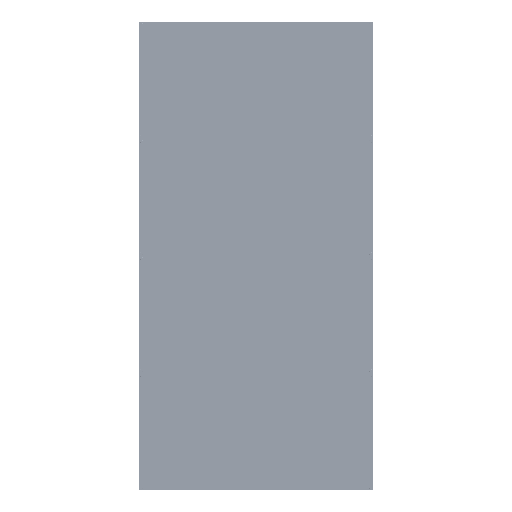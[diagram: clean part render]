
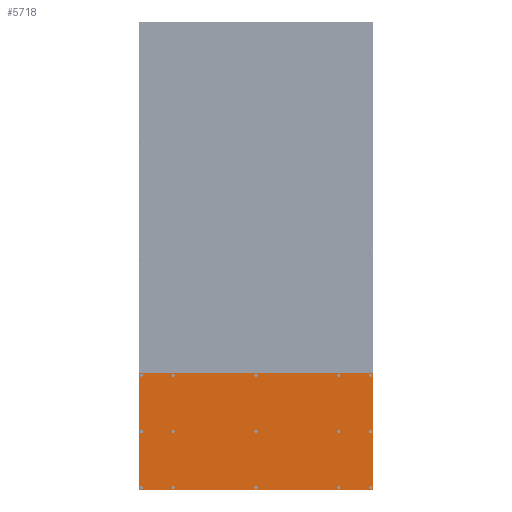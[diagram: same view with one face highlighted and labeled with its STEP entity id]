
A CAD part, top view. The second image highlights one B-rep face of the part: STEP entity #5718.
In plain terms, the highlighted face is planar.
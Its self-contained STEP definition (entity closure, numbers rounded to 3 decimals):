
#1049=LINE('',#8914,#1313);
#1052=LINE('',#8920,#1316);
#1055=LINE('',#8926,#1319);
#1058=LINE('',#8930,#1322);
#1313=VECTOR('',#7107,10.);
#1316=VECTOR('',#7112,10.);
#1319=VECTOR('',#7117,10.);
#1322=VECTOR('',#7122,10.);
#1743=FACE_BOUND('',#2285,.T.);
#1744=FACE_BOUND('',#2286,.T.);
#1745=FACE_BOUND('',#2287,.T.);
#1746=FACE_BOUND('',#2288,.T.);
#1747=FACE_BOUND('',#2289,.T.);
#1748=FACE_BOUND('',#2290,.T.);
#1749=FACE_BOUND('',#2291,.T.);
#1750=FACE_BOUND('',#2292,.T.);
#1751=FACE_BOUND('',#2293,.T.);
#1752=FACE_BOUND('',#2294,.T.);
#1753=FACE_BOUND('',#2295,.T.);
#1754=FACE_BOUND('',#2296,.T.);
#1755=FACE_BOUND('',#2297,.T.);
#1756=FACE_BOUND('',#2298,.T.);
#1757=FACE_BOUND('',#2299,.T.);
#1961=FACE_OUTER_BOUND('',#2284,.T.);
#2284=EDGE_LOOP('',(#4334,#4335,#4336,#4337));
#2285=EDGE_LOOP('',(#4338));
#2286=EDGE_LOOP('',(#4339));
#2287=EDGE_LOOP('',(#4340));
#2288=EDGE_LOOP('',(#4341));
#2289=EDGE_LOOP('',(#4342));
#2290=EDGE_LOOP('',(#4343));
#2291=EDGE_LOOP('',(#4344));
#2292=EDGE_LOOP('',(#4345));
#2293=EDGE_LOOP('',(#4346));
#2294=EDGE_LOOP('',(#4347));
#2295=EDGE_LOOP('',(#4348));
#2296=EDGE_LOOP('',(#4349));
#2297=EDGE_LOOP('',(#4350));
#2298=EDGE_LOOP('',(#4351));
#2299=EDGE_LOOP('',(#4352));
#2714=CIRCLE('',#6070,9.5);
#2717=CIRCLE('',#6075,9.5);
#2720=CIRCLE('',#6080,9.5);
#2723=CIRCLE('',#6085,9.5);
#2726=CIRCLE('',#6090,9.5);
#2729=CIRCLE('',#6095,9.5);
#2732=CIRCLE('',#6100,9.5);
#2735=CIRCLE('',#6105,9.5);
#2738=CIRCLE('',#6110,9.5);
#2741=CIRCLE('',#6115,9.5);
#2744=CIRCLE('',#6120,9.5);
#2747=CIRCLE('',#6125,9.5);
#2750=CIRCLE('',#6130,9.5);
#2753=CIRCLE('',#6135,9.5);
#2756=CIRCLE('',#6140,9.5);
#3008=VERTEX_POINT('',#8718);
#3011=VERTEX_POINT('',#8727);
#3014=VERTEX_POINT('',#8736);
#3017=VERTEX_POINT('',#8745);
#3020=VERTEX_POINT('',#8754);
#3023=VERTEX_POINT('',#8763);
#3026=VERTEX_POINT('',#8772);
#3029=VERTEX_POINT('',#8781);
#3032=VERTEX_POINT('',#8790);
#3035=VERTEX_POINT('',#8799);
#3038=VERTEX_POINT('',#8808);
#3041=VERTEX_POINT('',#8817);
#3044=VERTEX_POINT('',#8826);
#3047=VERTEX_POINT('',#8835);
#3050=VERTEX_POINT('',#8844);
#3068=VERTEX_POINT('',#8911);
#3069=VERTEX_POINT('',#8913);
#3071=VERTEX_POINT('',#8919);
#3073=VERTEX_POINT('',#8925);
#3473=EDGE_CURVE('',#3008,#3008,#2714,.T.);
#3477=EDGE_CURVE('',#3011,#3011,#2717,.T.);
#3481=EDGE_CURVE('',#3014,#3014,#2720,.T.);
#3485=EDGE_CURVE('',#3017,#3017,#2723,.T.);
#3489=EDGE_CURVE('',#3020,#3020,#2726,.T.);
#3493=EDGE_CURVE('',#3023,#3023,#2729,.T.);
#3497=EDGE_CURVE('',#3026,#3026,#2732,.T.);
#3501=EDGE_CURVE('',#3029,#3029,#2735,.T.);
#3505=EDGE_CURVE('',#3032,#3032,#2738,.T.);
#3509=EDGE_CURVE('',#3035,#3035,#2741,.T.);
#3513=EDGE_CURVE('',#3038,#3038,#2744,.T.);
#3517=EDGE_CURVE('',#3041,#3041,#2747,.T.);
#3521=EDGE_CURVE('',#3044,#3044,#2750,.T.);
#3525=EDGE_CURVE('',#3047,#3047,#2753,.T.);
#3529=EDGE_CURVE('',#3050,#3050,#2756,.T.);
#3563=EDGE_CURVE('',#3069,#3068,#1049,.T.);
#3566=EDGE_CURVE('',#3071,#3069,#1052,.T.);
#3569=EDGE_CURVE('',#3073,#3071,#1055,.T.);
#3572=EDGE_CURVE('',#3068,#3073,#1058,.T.);
#4334=ORIENTED_EDGE('',*,*,#3572,.T.);
#4335=ORIENTED_EDGE('',*,*,#3569,.T.);
#4336=ORIENTED_EDGE('',*,*,#3566,.T.);
#4337=ORIENTED_EDGE('',*,*,#3563,.T.);
#4338=ORIENTED_EDGE('',*,*,#3473,.T.);
#4339=ORIENTED_EDGE('',*,*,#3477,.T.);
#4340=ORIENTED_EDGE('',*,*,#3481,.T.);
#4341=ORIENTED_EDGE('',*,*,#3485,.T.);
#4342=ORIENTED_EDGE('',*,*,#3489,.T.);
#4343=ORIENTED_EDGE('',*,*,#3493,.T.);
#4344=ORIENTED_EDGE('',*,*,#3497,.T.);
#4345=ORIENTED_EDGE('',*,*,#3501,.T.);
#4346=ORIENTED_EDGE('',*,*,#3505,.T.);
#4347=ORIENTED_EDGE('',*,*,#3509,.T.);
#4348=ORIENTED_EDGE('',*,*,#3513,.T.);
#4349=ORIENTED_EDGE('',*,*,#3517,.T.);
#4350=ORIENTED_EDGE('',*,*,#3521,.T.);
#4351=ORIENTED_EDGE('',*,*,#3525,.T.);
#4352=ORIENTED_EDGE('',*,*,#3529,.T.);
#5581=PLANE('',#6175);
#5718=ADVANCED_FACE('',(#1961,#1743,#1744,#1745,#1746,#1747,#1748,#1749,
#1750,#1751,#1752,#1753,#1754,#1755,#1756,#1757),#5581,.T.);
#6070=AXIS2_PLACEMENT_3D('',#8719,#6871,#6872);
#6075=AXIS2_PLACEMENT_3D('',#8728,#6882,#6883);
#6080=AXIS2_PLACEMENT_3D('',#8737,#6893,#6894);
#6085=AXIS2_PLACEMENT_3D('',#8746,#6904,#6905);
#6090=AXIS2_PLACEMENT_3D('',#8755,#6915,#6916);
#6095=AXIS2_PLACEMENT_3D('',#8764,#6926,#6927);
#6100=AXIS2_PLACEMENT_3D('',#8773,#6937,#6938);
#6105=AXIS2_PLACEMENT_3D('',#8782,#6948,#6949);
#6110=AXIS2_PLACEMENT_3D('',#8791,#6959,#6960);
#6115=AXIS2_PLACEMENT_3D('',#8800,#6970,#6971);
#6120=AXIS2_PLACEMENT_3D('',#8809,#6981,#6982);
#6125=AXIS2_PLACEMENT_3D('',#8818,#6992,#6993);
#6130=AXIS2_PLACEMENT_3D('',#8827,#7003,#7004);
#6135=AXIS2_PLACEMENT_3D('',#8836,#7014,#7015);
#6140=AXIS2_PLACEMENT_3D('',#8845,#7025,#7026);
#6175=AXIS2_PLACEMENT_3D('',#8931,#7123,#7124);
#6871=DIRECTION('center_axis',(0.,-1.,0.));
#6872=DIRECTION('ref_axis',(0.,0.,1.));
#6882=DIRECTION('center_axis',(0.,-1.,0.));
#6883=DIRECTION('ref_axis',(0.,0.,1.));
#6893=DIRECTION('center_axis',(0.,-1.,0.));
#6894=DIRECTION('ref_axis',(0.,0.,1.));
#6904=DIRECTION('center_axis',(0.,-1.,0.));
#6905=DIRECTION('ref_axis',(0.,0.,1.));
#6915=DIRECTION('center_axis',(0.,-1.,0.));
#6916=DIRECTION('ref_axis',(0.,0.,1.));
#6926=DIRECTION('center_axis',(0.,-1.,0.));
#6927=DIRECTION('ref_axis',(0.,0.,1.));
#6937=DIRECTION('center_axis',(0.,-1.,0.));
#6938=DIRECTION('ref_axis',(0.,0.,1.));
#6948=DIRECTION('center_axis',(0.,-1.,0.));
#6949=DIRECTION('ref_axis',(0.,0.,1.));
#6959=DIRECTION('center_axis',(0.,-1.,0.));
#6960=DIRECTION('ref_axis',(0.,0.,1.));
#6970=DIRECTION('center_axis',(0.,-1.,0.));
#6971=DIRECTION('ref_axis',(0.,0.,1.));
#6981=DIRECTION('center_axis',(0.,-1.,0.));
#6982=DIRECTION('ref_axis',(0.,0.,1.));
#6992=DIRECTION('center_axis',(0.,-1.,0.));
#6993=DIRECTION('ref_axis',(0.,0.,1.));
#7003=DIRECTION('center_axis',(0.,-1.,0.));
#7004=DIRECTION('ref_axis',(0.,0.,1.));
#7014=DIRECTION('center_axis',(0.,-1.,0.));
#7015=DIRECTION('ref_axis',(0.,0.,1.));
#7025=DIRECTION('center_axis',(0.,-1.,0.));
#7026=DIRECTION('ref_axis',(0.,0.,1.));
#7107=DIRECTION('',(0.,0.,-1.));
#7112=DIRECTION('',(1.,0.,0.));
#7117=DIRECTION('',(0.,0.,1.));
#7122=DIRECTION('',(-1.,0.,0.));
#7123=DIRECTION('center_axis',(0.,1.,0.));
#7124=DIRECTION('ref_axis',(0.,0.,1.));
#8718=CARTESIAN_POINT('',(20.294,18.,4.332));
#8719=CARTESIAN_POINT('Origin',(20.294,18.,13.832));
#8727=CARTESIAN_POINT('',(372.794,18.,4.332));
#8728=CARTESIAN_POINT('Origin',(372.794,18.,13.832));
#8736=CARTESIAN_POINT('',(372.794,18.,-715.668));
#8737=CARTESIAN_POINT('Origin',(372.794,18.,-706.168));
#8745=CARTESIAN_POINT('',(-332.206,18.,-715.668));
#8746=CARTESIAN_POINT('Origin',(-332.206,18.,-706.168));
#8754=CARTESIAN_POINT('',(-332.206,18.,4.332));
#8755=CARTESIAN_POINT('Origin',(-332.206,18.,13.832));
#8763=CARTESIAN_POINT('',(-332.206,18.,724.332));
#8764=CARTESIAN_POINT('Origin',(-332.206,18.,733.832));
#8772=CARTESIAN_POINT('',(372.794,18.,724.332));
#8773=CARTESIAN_POINT('Origin',(372.794,18.,733.832));
#8781=CARTESIAN_POINT('',(372.794,18.,524.332));
#8782=CARTESIAN_POINT('Origin',(372.794,18.,533.832));
#8790=CARTESIAN_POINT('',(20.294,18.,724.332));
#8791=CARTESIAN_POINT('Origin',(20.294,18.,733.832));
#8799=CARTESIAN_POINT('',(-332.206,18.,524.332));
#8800=CARTESIAN_POINT('Origin',(-332.206,18.,533.832));
#8808=CARTESIAN_POINT('',(-332.206,18.,-515.668));
#8809=CARTESIAN_POINT('Origin',(-332.206,18.,-506.168));
#8817=CARTESIAN_POINT('',(20.294,18.,-715.668));
#8818=CARTESIAN_POINT('Origin',(20.294,18.,-706.168));
#8826=CARTESIAN_POINT('',(372.794,18.,-515.668));
#8827=CARTESIAN_POINT('Origin',(372.794,18.,-506.168));
#8835=CARTESIAN_POINT('',(20.294,18.,-515.668));
#8836=CARTESIAN_POINT('Origin',(20.294,18.,-506.168));
#8844=CARTESIAN_POINT('',(20.294,18.,524.332));
#8845=CARTESIAN_POINT('Origin',(20.294,18.,533.832));
#8911=CARTESIAN_POINT('',(387.794,18.,-721.168));
#8913=CARTESIAN_POINT('',(387.794,18.,748.832));
#8914=CARTESIAN_POINT('',(387.794,18.,-721.168));
#8919=CARTESIAN_POINT('',(-347.206,18.,748.832));
#8920=CARTESIAN_POINT('',(387.794,18.,748.832));
#8925=CARTESIAN_POINT('',(-347.206,18.,-721.168));
#8926=CARTESIAN_POINT('',(-347.206,18.,748.832));
#8930=CARTESIAN_POINT('',(-347.206,18.,-721.168));
#8931=CARTESIAN_POINT('Origin',(20.294,18.,13.832));
